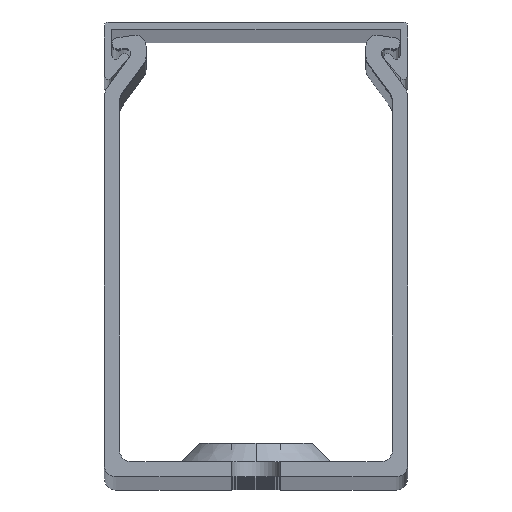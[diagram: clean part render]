
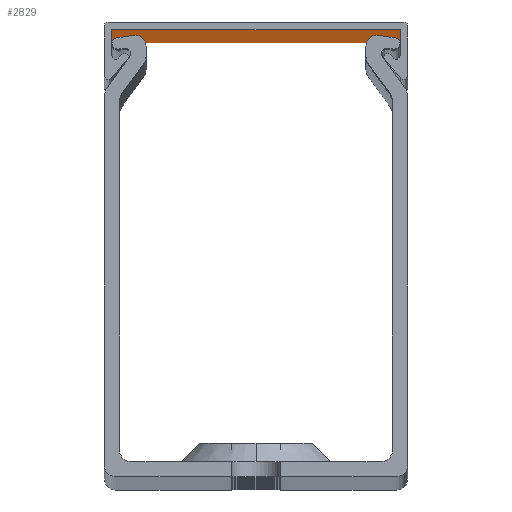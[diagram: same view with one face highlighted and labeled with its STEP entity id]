
A CAD part, top view. The second image highlights one B-rep face of the part: STEP entity #2829.
In plain terms, the highlighted planar face has unit normal (0, -1, 0).
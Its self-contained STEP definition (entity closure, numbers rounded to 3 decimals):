
#1604 = DIRECTION ( 'NONE',  ( -1., 0., 0. ) ) ;
#2084 = DIRECTION ( 'NONE',  ( 0., 0., 1. ) ) ;
#2190 = VERTEX_POINT ( 'NONE', #5087 ) ;
#2303 = ORIENTED_EDGE ( 'NONE', *, *, #23131, .F. ) ;
#2653 = EDGE_CURVE ( 'NONE', #2190, #13199, #23101, .T. ) ;
#2829 = ADVANCED_FACE ( 'NONE', ( #24020 ), #5906, .F. ) ;
#3279 = CARTESIAN_POINT ( 'NONE',  ( -19., 59., -500. ) ) ;
#5087 = CARTESIAN_POINT ( 'NONE',  ( -19., 59., -500. ) ) ;
#5906 = PLANE ( 'NONE',  #18675 ) ;
#6647 = EDGE_LOOP ( 'NONE', ( #2303, #19589, #20067, #24726 ) ) ;
#7477 = DIRECTION ( 'NONE',  ( 0., 0., -1. ) ) ;
#8477 = VERTEX_POINT ( 'NONE', #22262 ) ;
#8835 = DIRECTION ( 'NONE',  ( 0., 0., -1. ) ) ;
#10223 = VECTOR ( 'NONE', #8835, 1000. ) ;
#10403 = CARTESIAN_POINT ( 'NONE',  ( 19., 59., -500. ) ) ;
#10451 = VECTOR ( 'NONE', #1604, 1000. ) ;
#11202 = DIRECTION ( 'NONE',  ( 1., 0., 0. ) ) ;
#11249 = LINE ( 'NONE', #19702, #10451 ) ;
#12327 = VERTEX_POINT ( 'NONE', #16434 ) ;
#13168 = CARTESIAN_POINT ( 'NONE',  ( -19., 59., 540.872 ) ) ;
#13199 = VERTEX_POINT ( 'NONE', #10403 ) ;
#13964 = CARTESIAN_POINT ( 'NONE',  ( -19., 59., 540.872 ) ) ;
#15522 = LINE ( 'NONE', #16977, #25712 ) ;
#16434 = CARTESIAN_POINT ( 'NONE',  ( -19., 59., 500. ) ) ;
#16977 = CARTESIAN_POINT ( 'NONE',  ( 19., 59., 540.872 ) ) ;
#17032 = EDGE_CURVE ( 'NONE', #12327, #2190, #25214, .T. ) ;
#18675 = AXIS2_PLACEMENT_3D ( 'NONE', #13964, #20171, #2084 ) ;
#19589 = ORIENTED_EDGE ( 'NONE', *, *, #23567, .T. ) ;
#19702 = CARTESIAN_POINT ( 'NONE',  ( -19., 59., 500. ) ) ;
#20067 = ORIENTED_EDGE ( 'NONE', *, *, #17032, .T. ) ;
#20171 = DIRECTION ( 'NONE',  ( 0., 1., 0. ) ) ;
#22262 = CARTESIAN_POINT ( 'NONE',  ( 19., 59., 500. ) ) ;
#22908 = VECTOR ( 'NONE', #11202, 1000. ) ;
#23101 = LINE ( 'NONE', #3279, #22908 ) ;
#23131 = EDGE_CURVE ( 'NONE', #8477, #13199, #15522, .T. ) ;
#23567 = EDGE_CURVE ( 'NONE', #8477, #12327, #11249, .T. ) ;
#24020 = FACE_OUTER_BOUND ( 'NONE', #6647, .T. ) ;
#24726 = ORIENTED_EDGE ( 'NONE', *, *, #2653, .T. ) ;
#25214 = LINE ( 'NONE', #13168, #10223 ) ;
#25712 = VECTOR ( 'NONE', #7477, 1000. ) ;
